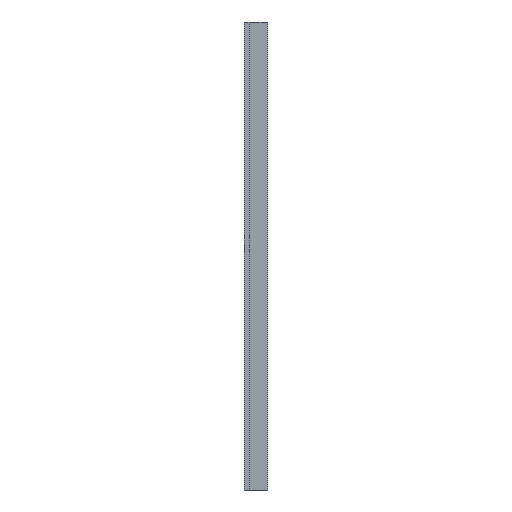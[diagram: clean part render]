
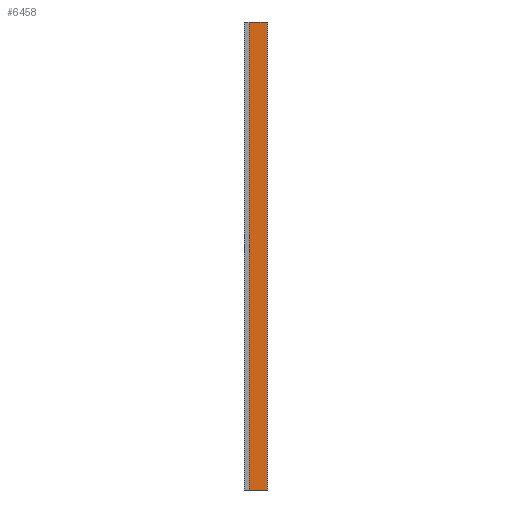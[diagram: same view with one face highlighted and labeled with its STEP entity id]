
A CAD part, left-side view. The second image highlights one B-rep face of the part: STEP entity #6458.
In plain terms, the highlighted planar face has unit normal (-1, 0, 0).
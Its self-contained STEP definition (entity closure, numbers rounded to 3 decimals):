
#2308 = LINE ( 'NONE', #22192, #11815 ) ;
#2317 = CARTESIAN_POINT ( 'NONE',  ( -14., 27.2, 709. ) ) ;
#3877 = CARTESIAN_POINT ( 'NONE',  ( -14., 27.2, 0. ) ) ;
#4690 = EDGE_CURVE ( 'NONE', #26816, #8972, #6421, .T. ) ;
#4773 = ORIENTED_EDGE ( 'NONE', *, *, #29505, .T. ) ;
#5164 = DIRECTION ( 'NONE',  ( 0., 0., -1. ) ) ;
#5433 = DIRECTION ( 'NONE',  ( 1., 0., 0. ) ) ;
#5641 = CARTESIAN_POINT ( 'NONE',  ( -14., 0., 0. ) ) ;
#6421 = LINE ( 'NONE', #25472, #34886 ) ;
#6458 = ADVANCED_FACE ( 'NONE', ( #32489 ), #29820, .F. ) ;
#8972 = VERTEX_POINT ( 'NONE', #16071 ) ;
#10676 = EDGE_CURVE ( 'NONE', #8972, #27996, #11516, .T. ) ;
#10703 = ORIENTED_EDGE ( 'NONE', *, *, #4690, .F. ) ;
#10963 = CARTESIAN_POINT ( 'NONE',  ( -14., 0., 709. ) ) ;
#11342 = DIRECTION ( 'NONE',  ( 0., -1., 0. ) ) ;
#11516 = LINE ( 'NONE', #17216, #26736 ) ;
#11815 = VECTOR ( 'NONE', #11342, 1000. ) ;
#12806 = AXIS2_PLACEMENT_3D ( 'NONE', #10963, #5433, #21817 ) ;
#13929 = DIRECTION ( 'NONE',  ( 0., -1., 0. ) ) ;
#16071 = CARTESIAN_POINT ( 'NONE',  ( -14., 0., 709. ) ) ;
#17216 = CARTESIAN_POINT ( 'NONE',  ( -14., 0., 709. ) ) ;
#18072 = VERTEX_POINT ( 'NONE', #3877 ) ;
#18645 = VECTOR ( 'NONE', #5164, 1000. ) ;
#19962 = EDGE_CURVE ( 'NONE', #26816, #18072, #21192, .T. ) ;
#21051 = CARTESIAN_POINT ( 'NONE',  ( -14., 27.2, 709. ) ) ;
#21192 = LINE ( 'NONE', #2317, #18645 ) ;
#21817 = DIRECTION ( 'NONE',  ( 0., 1., 0. ) ) ;
#22192 = CARTESIAN_POINT ( 'NONE',  ( -14., 0., 0. ) ) ;
#22364 = DIRECTION ( 'NONE',  ( 0., 0., -1. ) ) ;
#25472 = CARTESIAN_POINT ( 'NONE',  ( -14., 0., 709. ) ) ;
#26736 = VECTOR ( 'NONE', #22364, 1000. ) ;
#26816 = VERTEX_POINT ( 'NONE', #21051 ) ;
#27500 = ORIENTED_EDGE ( 'NONE', *, *, #19962, .T. ) ;
#27996 = VERTEX_POINT ( 'NONE', #5641 ) ;
#29505 = EDGE_CURVE ( 'NONE', #18072, #27996, #2308, .T. ) ;
#29721 = EDGE_LOOP ( 'NONE', ( #4773, #32496, #10703, #27500 ) ) ;
#29820 = PLANE ( 'NONE',  #12806 ) ;
#32489 = FACE_OUTER_BOUND ( 'NONE', #29721, .T. ) ;
#32496 = ORIENTED_EDGE ( 'NONE', *, *, #10676, .F. ) ;
#34886 = VECTOR ( 'NONE', #13929, 1000. ) ;
